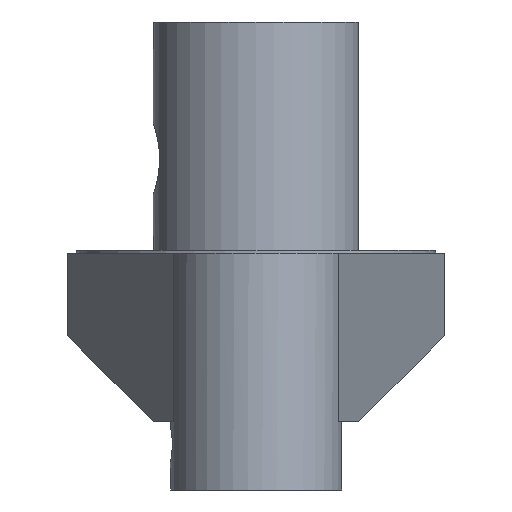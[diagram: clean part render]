
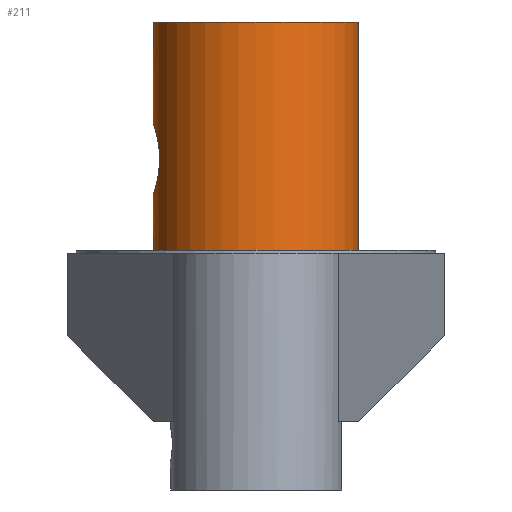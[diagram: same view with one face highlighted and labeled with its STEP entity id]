
A CAD part, left-side view. The second image highlights one B-rep face of the part: STEP entity #211.
In plain terms, the highlighted cylindrical face has radius 18 mm (diameter 36 mm), a full revolution.
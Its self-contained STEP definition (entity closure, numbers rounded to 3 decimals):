
#159=EDGE_CURVE('240[2]',#391,#391,#392,.T.);
#211=ADVANCED_FACE('240[2]',(#469,#470,#471),#472,.T.);
#216=EDGE_CURVE('240[2]',#479,#480,#481,.T.);
#241=EDGE_CURVE('240[2]',#480,#479,#513,.T.);
#243=EDGE_CURVE('240[2]',#515,#515,#516,.T.);
#391=VERTEX_POINT('',#827);
#392=CIRCLE('',#828,18.0);
#469=FACE_BOUND('',#932,.T.);
#470=FACE_BOUND('',#933,.T.);
#471=FACE_BOUND('',#934,.T.);
#472=CYLINDRICAL_SURFACE('',#935,18.0);
#479=VERTEX_POINT('',#944);
#480=VERTEX_POINT('',#945);
#481=B_SPLINE_CURVE_WITH_KNOTS('',3,(#946,#947,#948,#949,#950,#951,#952,#953,#954,#955,#956,#957,#958,#959,#960,#961,#962,#963,#964,#965,#966,#967,#968,#969,#970,#971,#972,#973,#974,#975,#976,#977,#978,#979),.UNSPECIFIED.,.F.,.F.,(4,2,2,2,2,2,2,2,2,2,2,2,2,2,2,2,4),(9.348,10.517,11.685,12.853,14.022,15.19,16.359,17.528,18.697,19.866,21.035,22.204,23.372,24.541,25.709,26.877,28.045),.UNSPECIFIED.);
#513=B_SPLINE_CURVE_WITH_KNOTS('',3,(#1026,#1027,#1028,#1029,#1030,#1031,#1032,#1033,#1034,#1035,#1036,#1037,#1038,#1039,#1040,#1041,#1042,#1043,#1044,#1045,#1046,#1047,#1048,#1049,#1050,#1051,#1052,#1053,#1054,#1055,#1056,#1057,#1058,#1059,#1060),.UNSPECIFIED.,.F.,.F.,(4,2,2,2,2,2,2,2,3,2,2,2,2,2,2,2,4),(28.045,29.214,30.382,31.55,32.719,33.887,35.056,36.225,37.394,38.563,39.732,40.901,42.069,43.238,44.406,45.574,46.742),.UNSPECIFIED.);
#515=VERTEX_POINT('',#1063);
#516=CIRCLE('',#1064,18.0);
#827=CARTESIAN_POINT('',(18.0,0.0,0.0));
#828=AXIS2_PLACEMENT_3D('',#1358,#1359,#1360);
#932=EDGE_LOOP('',(#1454,#1455));
#933=EDGE_LOOP('',(#1456));
#934=EDGE_LOOP('',(#1457));
#935=AXIS2_PLACEMENT_3D('',#1458,#1459,#1460);
#944=CARTESIAN_POINT('',(0.,18.0,22.15));
#945=CARTESIAN_POINT('',(0.,18.0,9.85));
#946=CARTESIAN_POINT('',(0.,18.0,22.15));
#947=CARTESIAN_POINT('',(-0.389,18.0,22.15));
#948=CARTESIAN_POINT('',(-0.791,17.987,22.112));
#949=CARTESIAN_POINT('',(-1.588,17.934,21.955));
#950=CARTESIAN_POINT('',(-1.984,17.894,21.836));
#951=CARTESIAN_POINT('',(-2.741,17.794,21.521));
#952=CARTESIAN_POINT('',(-3.103,17.734,21.325));
#953=CARTESIAN_POINT('',(-3.771,17.604,20.875));
#954=CARTESIAN_POINT('',(-4.078,17.534,20.62));
#955=CARTESIAN_POINT('',(-4.62,17.399,20.077));
#956=CARTESIAN_POINT('',(-4.875,17.329,19.771));
#957=CARTESIAN_POINT('',(-5.325,17.196,19.102));
#958=CARTESIAN_POINT('',(-5.521,17.133,18.74));
#959=CARTESIAN_POINT('',(-5.836,17.029,17.984));
#960=CARTESIAN_POINT('',(-5.955,16.987,17.589));
#961=CARTESIAN_POINT('',(-6.112,16.931,16.791));
#962=CARTESIAN_POINT('',(-6.15,16.917,16.39));
#963=CARTESIAN_POINT('',(-6.15,16.917,15.61));
#964=CARTESIAN_POINT('',(-6.112,16.931,15.209));
#965=CARTESIAN_POINT('',(-5.955,16.987,14.411));
#966=CARTESIAN_POINT('',(-5.836,17.029,14.016));
#967=CARTESIAN_POINT('',(-5.521,17.133,13.26));
#968=CARTESIAN_POINT('',(-5.325,17.196,12.898));
#969=CARTESIAN_POINT('',(-4.875,17.329,12.229));
#970=CARTESIAN_POINT('',(-4.62,17.399,11.923));
#971=CARTESIAN_POINT('',(-4.078,17.534,11.38));
#972=CARTESIAN_POINT('',(-3.771,17.604,11.125));
#973=CARTESIAN_POINT('',(-3.103,17.734,10.675));
#974=CARTESIAN_POINT('',(-2.741,17.794,10.479));
#975=CARTESIAN_POINT('',(-1.984,17.894,10.164));
#976=CARTESIAN_POINT('',(-1.588,17.934,10.045));
#977=CARTESIAN_POINT('',(-0.791,17.987,9.888));
#978=CARTESIAN_POINT('',(-0.389,18.0,9.85));
#979=CARTESIAN_POINT('',(0.,18.0,9.85));
#1026=CARTESIAN_POINT('',(0.,18.0,9.85));
#1027=CARTESIAN_POINT('',(0.389,18.0,9.85));
#1028=CARTESIAN_POINT('',(0.791,17.987,9.888));
#1029=CARTESIAN_POINT('',(1.588,17.934,10.045));
#1030=CARTESIAN_POINT('',(1.984,17.894,10.164));
#1031=CARTESIAN_POINT('',(2.741,17.794,10.479));
#1032=CARTESIAN_POINT('',(3.103,17.734,10.675));
#1033=CARTESIAN_POINT('',(3.771,17.604,11.125));
#1034=CARTESIAN_POINT('',(4.078,17.534,11.38));
#1035=CARTESIAN_POINT('',(4.62,17.399,11.923));
#1036=CARTESIAN_POINT('',(4.875,17.329,12.229));
#1037=CARTESIAN_POINT('',(5.325,17.196,12.898));
#1038=CARTESIAN_POINT('',(5.521,17.133,13.26));
#1039=CARTESIAN_POINT('',(5.836,17.029,14.016));
#1040=CARTESIAN_POINT('',(5.955,16.987,14.411));
#1041=CARTESIAN_POINT('',(6.112,16.931,15.209));
#1042=CARTESIAN_POINT('',(6.15,16.917,15.61));
#1043=CARTESIAN_POINT('',(6.15,16.917,16.0));
#1044=CARTESIAN_POINT('',(6.15,16.917,16.39));
#1045=CARTESIAN_POINT('',(6.112,16.931,16.791));
#1046=CARTESIAN_POINT('',(5.955,16.987,17.589));
#1047=CARTESIAN_POINT('',(5.836,17.029,17.984));
#1048=CARTESIAN_POINT('',(5.521,17.133,18.74));
#1049=CARTESIAN_POINT('',(5.325,17.196,19.102));
#1050=CARTESIAN_POINT('',(4.875,17.329,19.771));
#1051=CARTESIAN_POINT('',(4.62,17.399,20.077));
#1052=CARTESIAN_POINT('',(4.078,17.534,20.62));
#1053=CARTESIAN_POINT('',(3.771,17.604,20.875));
#1054=CARTESIAN_POINT('',(3.103,17.734,21.325));
#1055=CARTESIAN_POINT('',(2.741,17.794,21.521));
#1056=CARTESIAN_POINT('',(1.984,17.894,21.836));
#1057=CARTESIAN_POINT('',(1.588,17.934,21.955));
#1058=CARTESIAN_POINT('',(0.791,17.987,22.112));
#1059=CARTESIAN_POINT('',(0.389,18.0,22.15));
#1060=CARTESIAN_POINT('',(0.,18.0,22.15));
#1063=CARTESIAN_POINT('',(18.0,0.0,40.0));
#1064=AXIS2_PLACEMENT_3D('',#1505,#1506,#1507);
#1358=CARTESIAN_POINT('',(0.0,0.0,0.0));
#1359=DIRECTION('',(0.0,0.0,-1.0));
#1360=DIRECTION('',(1.0,0.0,0.0));
#1454=ORIENTED_EDGE('',*,*,#216,.T.);
#1455=ORIENTED_EDGE('',*,*,#241,.T.);
#1456=ORIENTED_EDGE('',*,*,#243,.T.);
#1457=ORIENTED_EDGE('',*,*,#159,.F.);
#1458=CARTESIAN_POINT('',(0.0,0.0,0.0));
#1459=DIRECTION('',(0.0,0.0,-1.0));
#1460=DIRECTION('',(1.0,0.0,0.0));
#1505=CARTESIAN_POINT('',(0.0,0.0,40.0));
#1506=DIRECTION('',(0.0,0.0,-1.0));
#1507=DIRECTION('',(1.0,0.0,0.0));
